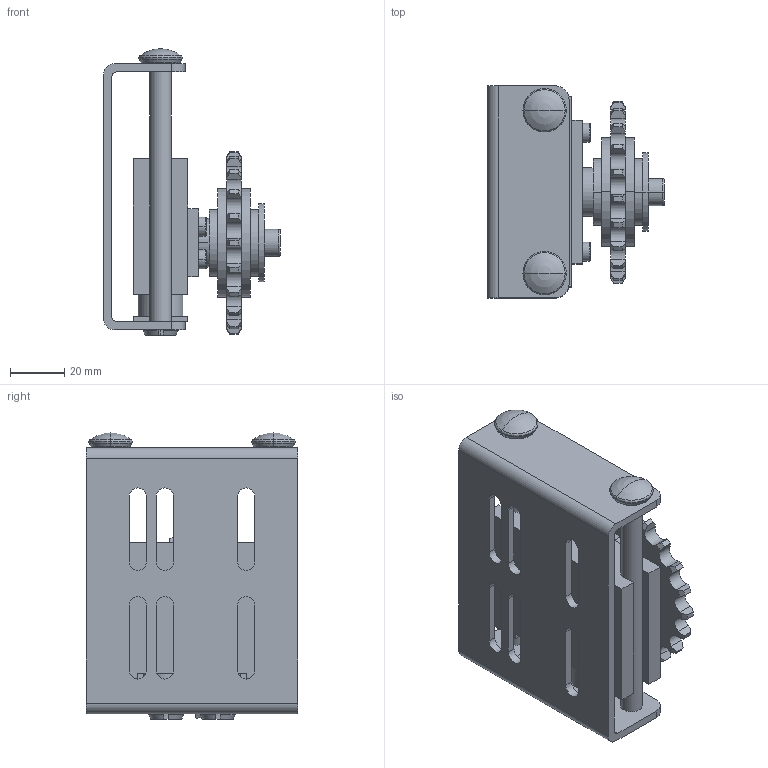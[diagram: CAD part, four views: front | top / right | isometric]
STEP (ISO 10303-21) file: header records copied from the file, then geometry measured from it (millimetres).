
FILE_DESCRIPTION(('STEP AP214'),'1');
FILE_NAME('cctmp_FAE3C8F3-6A36-46AE-BCA1-C52D74015FA9_2023_7_12_8_52_18_462..stp','2023-07-12T06:52:18',('Murtfeldt Kunststoffe GmbH & Co.KG'),('CADClick - www.CADClick.com'),'Spatial InterOp 3D',' ','unknown authorization');
FILE_SCHEMA(('AUTOMOTIVE_DESIGN'));
Length unit declared in the file: millimetre
Products named in the file (1): 1
Bounding box: 65.15 x 78 x 105.5 mm (x, y, z)
Volume: 140422.7 mm3; surface area: 65800.8 mm2
Topology: 2 solids, 17 shells, 585 faces, 1492 edges, 964 vertices
Faces by surface type: plane 271, cylinder 186, cone 88, torus 36, sphere 4
Entity records: 22270 total; most frequent: CARTESIAN_POINT 3223, DIRECTION 3092, ORIENTED_EDGE 2944, EDGE_CURVE 1472, AXIS2_PLACEMENT_3D 1133, VERTEX_POINT 964, LINE 826, VECTOR 826
